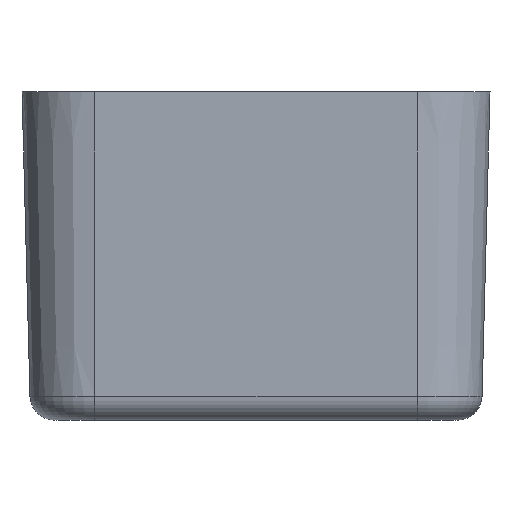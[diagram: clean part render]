
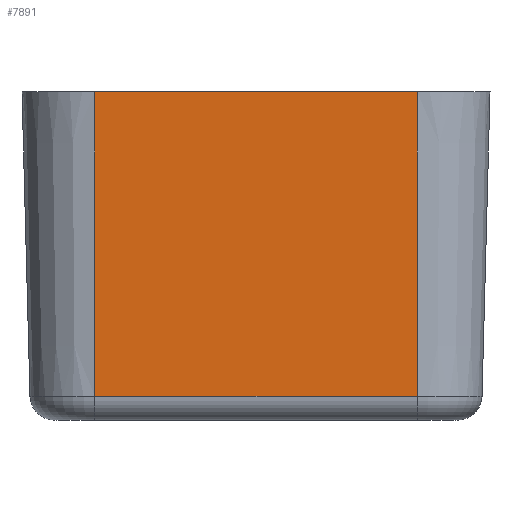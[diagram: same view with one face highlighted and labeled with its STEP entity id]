
A CAD part, left-side view. The second image highlights one B-rep face of the part: STEP entity #7891.
In plain terms, the highlighted planar face has unit normal (-1, 0, -0.026).
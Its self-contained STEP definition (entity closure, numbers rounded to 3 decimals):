
#7685 = VERTEX_POINT('',#7686);
#7686 = CARTESIAN_POINT('',(-45.644,-13.25,-11.552));
#7721 = VERTEX_POINT('',#7722);
#7722 = CARTESIAN_POINT('',(-45.644,13.25,-11.552));
#7753 = EDGE_CURVE('',#7685,#7721,#7754,.T.);
#7754 = LINE('',#7755,#7756);
#7755 = CARTESIAN_POINT('',(-45.644,6.625,-11.552));
#7756 = VECTOR('',#7757,1.);
#7757 = DIRECTION('',(0.,1.,0.));
#7784 = VERTEX_POINT('',#7785);
#7785 = CARTESIAN_POINT('',(-46.3,-13.25,13.5));
#7792 = EDGE_CURVE('',#7784,#7685,#7793,.T.);
#7793 = LINE('',#7794,#7795);
#7794 = CARTESIAN_POINT('',(-46.3,-13.25,13.5));
#7795 = VECTOR('',#7796,1.);
#7796 = DIRECTION('',(0.026,0.,
    -1.));
#7891 = ADVANCED_FACE('',(#7892),#7910,.T.);
#7892 = FACE_BOUND('',#7893,.T.);
#7893 = EDGE_LOOP('',(#7894,#7895,#7896,#7904));
#7894 = ORIENTED_EDGE('',*,*,#7753,.F.);
#7895 = ORIENTED_EDGE('',*,*,#7792,.F.);
#7896 = ORIENTED_EDGE('',*,*,#7897,.F.);
#7897 = EDGE_CURVE('',#7898,#7784,#7900,.T.);
#7898 = VERTEX_POINT('',#7899);
#7899 = CARTESIAN_POINT('',(-46.3,13.25,13.5));
#7900 = LINE('',#7901,#7902);
#7901 = CARTESIAN_POINT('',(-46.3,13.25,13.5));
#7902 = VECTOR('',#7903,1.);
#7903 = DIRECTION('',(0.,-1.,0.));
#7904 = ORIENTED_EDGE('',*,*,#7905,.T.);
#7905 = EDGE_CURVE('',#7898,#7721,#7906,.T.);
#7906 = LINE('',#7907,#7908);
#7907 = CARTESIAN_POINT('',(-46.3,13.25,13.5));
#7908 = VECTOR('',#7909,1.);
#7909 = DIRECTION('',(0.026,0.,
    -1.));
#7910 = PLANE('',#7911);
#7911 = AXIS2_PLACEMENT_3D('',#7912,#7913,#7914);
#7912 = CARTESIAN_POINT('',(-46.3,13.25,13.5));
#7913 = DIRECTION('',(-1.,0.,
    -0.026));
#7914 = DIRECTION('',(0.,1.,0.));
